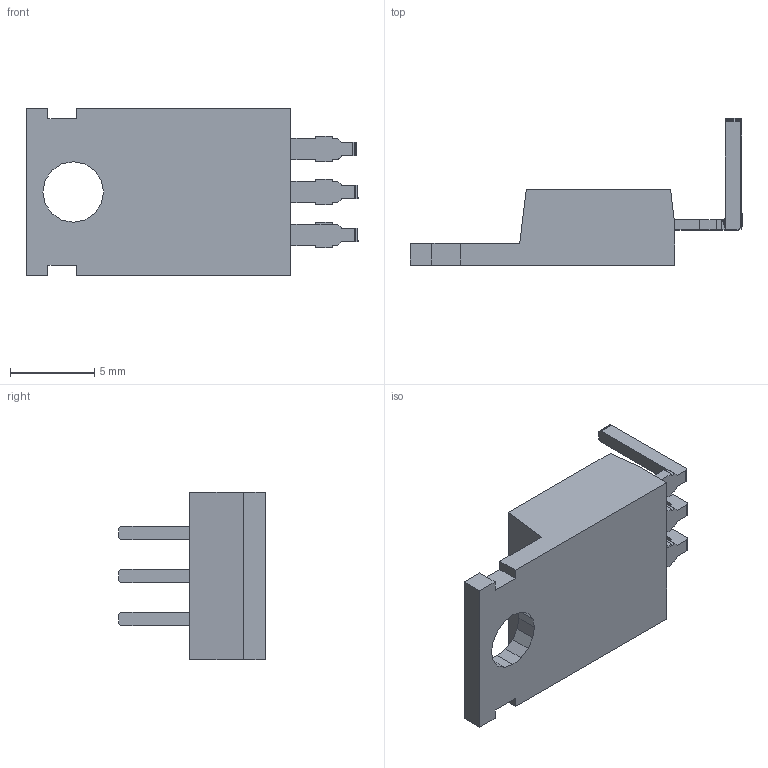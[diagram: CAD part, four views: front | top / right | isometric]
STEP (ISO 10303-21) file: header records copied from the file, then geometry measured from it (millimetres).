
FILE_DESCRIPTION (( 'STEP AP214' ), '1' );
FILE_NAME ('User Library-to-220-ab-2.STEP', '2013-10-15T21:31:05', ( 'Windows User' ), ( '' ), 'SwSTEP 2.0', 'SolidWorks 2013', '' );
FILE_SCHEMA (( 'AUTOMOTIVE_DESIGN' ));
Length unit declared in the file: inch
Products named in the file (1): User Library-to-220-ab-2
Bounding box: 19.68 x 8.71 x 9.9 mm (x, y, z)
Surface area: 586.8 mm2 (no closed solid volume)
Topology: 0 solids, 5 shells, 166 faces, 457 edges, 293 vertices
Faces by surface type: plane 166
Entity records: 5104 total; most frequent: CARTESIAN_POINT 917, ORIENTED_EDGE 862, DIRECTION 791, EDGE_CURVE 457, VECTOR 457, LINE 457, VERTEX_POINT 293, EDGE_LOOP 168
